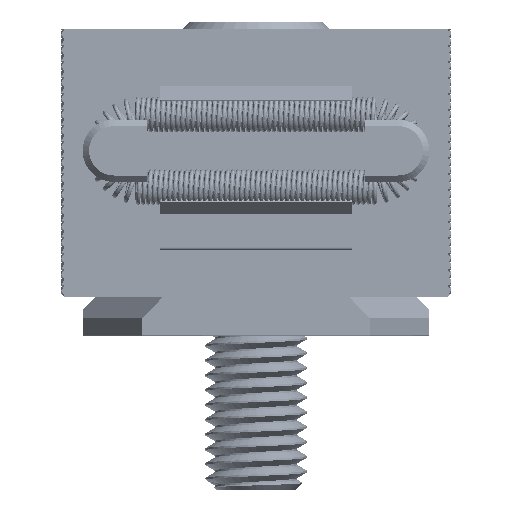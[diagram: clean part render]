
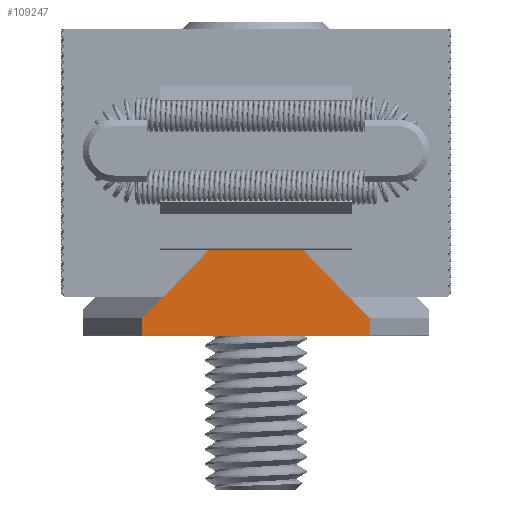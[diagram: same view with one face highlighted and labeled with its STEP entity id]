
A CAD part, front view. The second image highlights one B-rep face of the part: STEP entity #109247.
In plain terms, the highlighted face is planar.
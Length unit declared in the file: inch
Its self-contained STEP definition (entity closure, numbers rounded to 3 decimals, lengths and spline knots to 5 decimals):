
#68 = CARTESIAN_POINT ( 'NONE',  ( 1.00315, 1.31331, 0.5748 ) ) ;
#2160 = CARTESIAN_POINT ( 'NONE',  ( 1.00315, 0.36414, 0.11024 ) ) ;
#5163 = VERTEX_POINT ( 'NONE', #2160 ) ;
#6735 = CARTESIAN_POINT ( 'NONE',  ( 1.00315, 1.76184, 0.11024 ) ) ;
#10632 = DIRECTION ( 'NONE',  ( 0., 0., 1. ) ) ;
#14279 = CARTESIAN_POINT ( 'NONE',  ( 1.00315, 0.81267, 0.5748 ) ) ;
#15104 = CARTESIAN_POINT ( 'NONE',  ( 1.00315, 1.76184, 0.5748 ) ) ;
#15318 = LINE ( 'NONE', #33258, #73897 ) ;
#15846 = CARTESIAN_POINT ( 'NONE',  ( 1.00315, 1.76184, 0. ) ) ;
#18938 = VECTOR ( 'NONE', #35755, 39.37008 ) ;
#20124 = VERTEX_POINT ( 'NONE', #68 ) ;
#23980 = CARTESIAN_POINT ( 'NONE',  ( 1.00315, 1.76184, 0.11024 ) ) ;
#27589 = DIRECTION ( 'NONE',  ( 0., 0., -1. ) ) ;
#28546 = EDGE_CURVE ( 'NONE', #94001, #5163, #140653, .T. ) ;
#33258 = CARTESIAN_POINT ( 'NONE',  ( 1.00315, 0.36414, 0. ) ) ;
#35755 = DIRECTION ( 'NONE',  ( 0., -0.695, 0.719 ) ) ;
#45008 = DIRECTION ( 'NONE',  ( 0., 0., -1. ) ) ;
#45143 = DIRECTION ( 'NONE',  ( 0., -1., 0. ) ) ;
#53415 = ORIENTED_EDGE ( 'NONE', *, *, #90376, .T. ) ;
#54402 = VECTOR ( 'NONE', #85200, 39.37008 ) ;
#56247 = EDGE_CURVE ( 'NONE', #141838, #20124, #139995, .T. ) ;
#58037 = AXIS2_PLACEMENT_3D ( 'NONE', #15846, #97817, #27589 ) ;
#61119 = EDGE_LOOP ( 'NONE', ( #137441, #90472, #132225, #53415, #72314, #124926 ) ) ;
#61151 = FACE_OUTER_BOUND ( 'NONE', #61119, .T. ) ;
#68238 = EDGE_CURVE ( 'NONE', #20124, #94001, #148025, .T. ) ;
#72314 = ORIENTED_EDGE ( 'NONE', *, *, #56247, .T. ) ;
#73897 = VECTOR ( 'NONE', #45008, 39.37008 ) ;
#85200 = DIRECTION ( 'NONE',  ( 0., -1., 0. ) ) ;
#85436 = PLANE ( 'NONE',  #58037 ) ;
#87839 = EDGE_CURVE ( 'NONE', #96154, #146357, #114683, .T. ) ;
#89296 = VECTOR ( 'NONE', #10632, 39.37008 ) ;
#90376 = EDGE_CURVE ( 'NONE', #96154, #141838, #151716, .T. ) ;
#90472 = ORIENTED_EDGE ( 'NONE', *, *, #141994, .T. ) ;
#94001 = VERTEX_POINT ( 'NONE', #101877 ) ;
#96154 = VERTEX_POINT ( 'NONE', #124159 ) ;
#97817 = DIRECTION ( 'NONE',  ( 1., 0., 0. ) ) ;
#101877 = CARTESIAN_POINT ( 'NONE',  ( 1.00315, 0.81267, 0.5748 ) ) ;
#107662 = CARTESIAN_POINT ( 'NONE',  ( 1.00315, 0.36414, 0.00787 ) ) ;
#109247 = ADVANCED_FACE ( 'NONE', ( #61151 ), #85436, .T. ) ;
#109471 = VECTOR ( 'NONE', #119850, 39.37008 ) ;
#114683 = LINE ( 'NONE', #139030, #142330 ) ;
#119850 = DIRECTION ( 'NONE',  ( 0., -0.695, -0.719 ) ) ;
#124159 = CARTESIAN_POINT ( 'NONE',  ( 1.00315, 1.76184, 0.00787 ) ) ;
#124926 = ORIENTED_EDGE ( 'NONE', *, *, #68238, .T. ) ;
#132225 = ORIENTED_EDGE ( 'NONE', *, *, #87839, .F. ) ;
#137441 = ORIENTED_EDGE ( 'NONE', *, *, #28546, .T. ) ;
#139030 = CARTESIAN_POINT ( 'NONE',  ( 1.00315, 1.41242, 0.00787 ) ) ;
#139995 = LINE ( 'NONE', #23980, #18938 ) ;
#140653 = LINE ( 'NONE', #14279, #109471 ) ;
#141838 = VERTEX_POINT ( 'NONE', #6735 ) ;
#141994 = EDGE_CURVE ( 'NONE', #5163, #146357, #15318, .T. ) ;
#142330 = VECTOR ( 'NONE', #45143, 39.37008 ) ;
#146357 = VERTEX_POINT ( 'NONE', #107662 ) ;
#148025 = LINE ( 'NONE', #15104, #54402 ) ;
#151052 = CARTESIAN_POINT ( 'NONE',  ( 1.00315, 1.76184, 0. ) ) ;
#151716 = LINE ( 'NONE', #151052, #89296 ) ;
